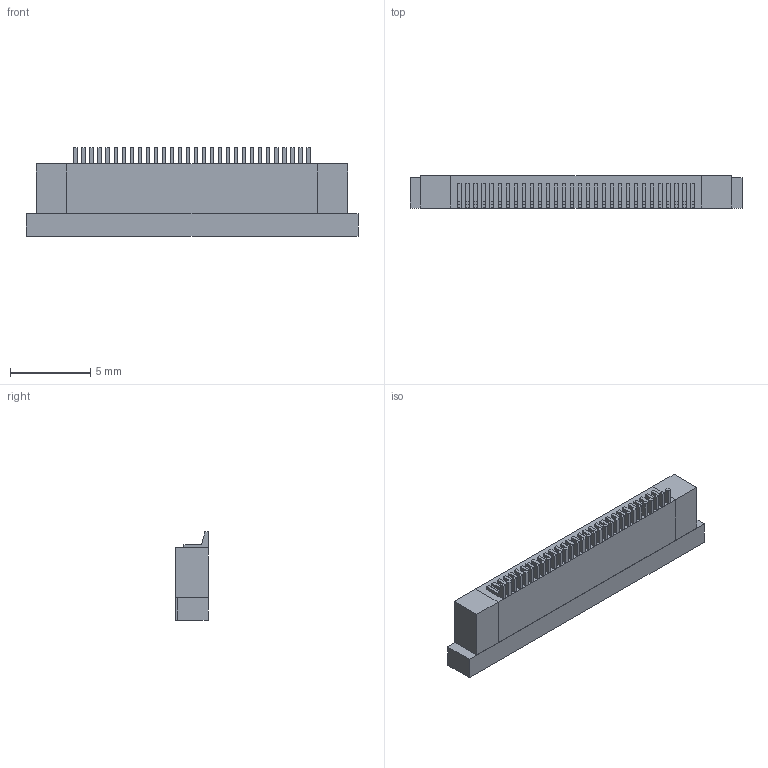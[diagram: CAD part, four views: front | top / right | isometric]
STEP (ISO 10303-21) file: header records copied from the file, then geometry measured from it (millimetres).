
FILE_DESCRIPTION(/* description */ (''),/* implementation_level */ '2;1');
FILE_NAME(/* name */ 'FFC-30pin.step',/* time_stamp */ '2019-08-16T17:47:13+01:00',/* author */ (''),/* organization */ (''),/* preprocessor_version */ 'ST-DEVELOPER v18',/* originating_system */ 'Autodesk Translation Framework v8.6.0.1094',/* authorisation */ '');
FILE_SCHEMA (('AUTOMOTIVE_DESIGN { 1 0 10303 214 3 1 1 }'));
Length unit declared in the file: millimetre
Products named in the file (2): FFC-30pin; Component1
Assembly tree (1 placements, depth 2):
  FFC-30pin
    Component1
Bounding box: 20.65 x 2 x 5.5 mm (x, y, z)
Volume: 167.7 mm3; surface area: 530.6 mm2
Topology: 34 solids, 34 shells, 330 faces, 786 edges, 524 vertices
Faces by surface type: plane 330
Entity records: 9378 total; most frequent: CARTESIAN_POINT 1643, ORIENTED_EDGE 1572, DIRECTION 1452, LINE 786, VECTOR 786, EDGE_CURVE 786, VERTEX_POINT 524, AXIS2_PLACEMENT_3D 333
